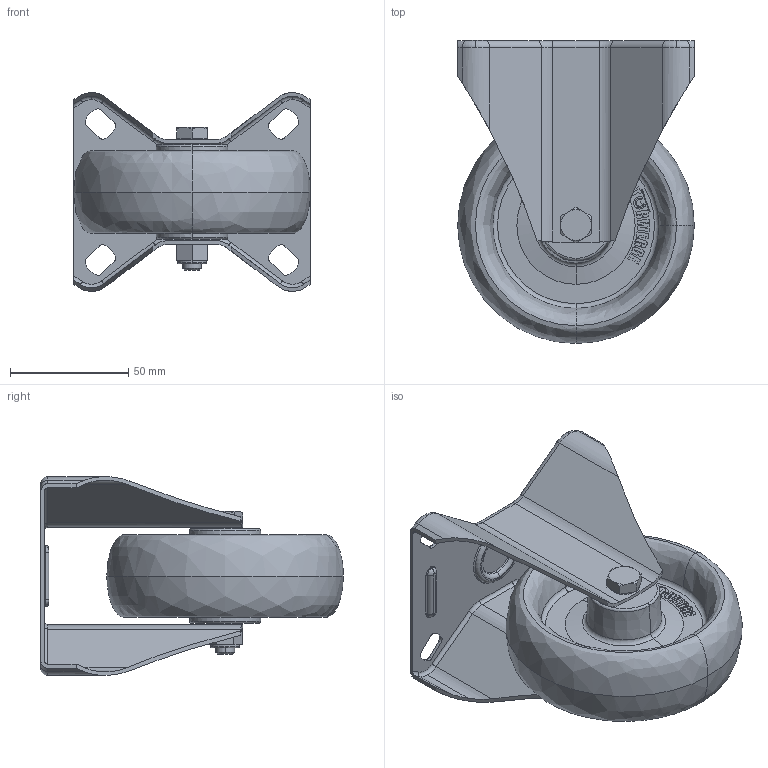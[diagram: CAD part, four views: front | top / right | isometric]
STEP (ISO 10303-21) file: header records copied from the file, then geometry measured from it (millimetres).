
FILE_DESCRIPTION (( 'STEP AP214' ), '1' );
FILE_NAME ('0023286_B-IV-PALB-100-G_(A-01).step', '2019-08-01T09:32:58', ( '' ), ( '' ), 'SwSTEP 2.0', 'SolidWorks 2018', '' );
FILE_SCHEMA (( 'AUTOMOTIVE_DESIGN' ));
Length unit declared in the file: millimetre
Products named in the file (1): 0023286_B-IV-PALB-100-G_(A-01)
Bounding box: 100 x 128 x 84 mm (x, y, z)
Volume: 184919.6 mm3; surface area: 76836.7 mm2
Topology: 5 solids, 5 shells, 434 faces, 1080 edges, 681 vertices
Faces by surface type: plane 169, cylinder 108, torus 92, bspline 49, cone 16
Entity records: 19853 total; most frequent: CARTESIAN_POINT 4805, ORIENTED_EDGE 2160, DIRECTION 2101, EDGE_CURVE 1080, AXIS2_PLACEMENT_3D 785, VERTEX_POINT 681, VECTOR 531, LINE 531
